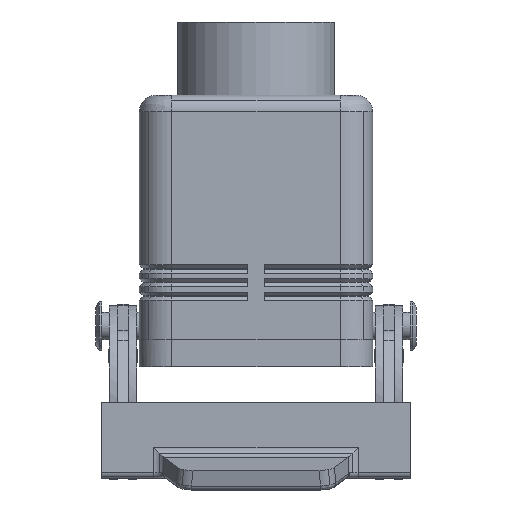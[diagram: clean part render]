
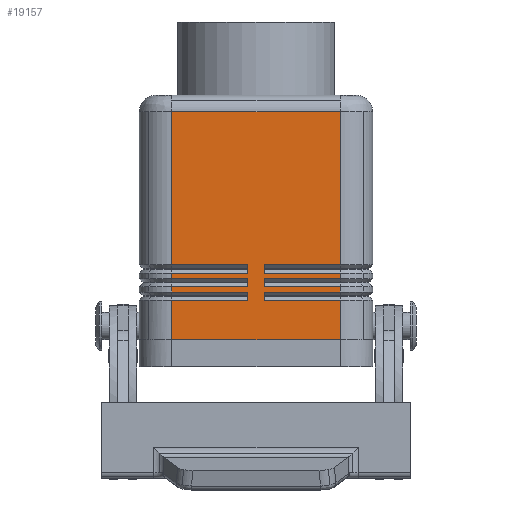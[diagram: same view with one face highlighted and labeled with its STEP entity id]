
A CAD part, left-side view. The second image highlights one B-rep face of the part: STEP entity #19157.
In plain terms, the highlighted planar face has unit normal (-1, 0, 0).
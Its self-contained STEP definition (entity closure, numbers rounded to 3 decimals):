
#1730=CARTESIAN_POINT('',(-36.5,-15.5,12.25));
#1731=VERTEX_POINT('',#1730);
#1958=CARTESIAN_POINT('',(-36.5,-15.5,14.75));
#1959=VERTEX_POINT('',#1958);
#2218=CARTESIAN_POINT('',(-36.5,-15.5,17.25));
#2219=VERTEX_POINT('',#2218);
#2260=CARTESIAN_POINT('',(-36.5,15.5,13.75));
#2261=VERTEX_POINT('',#2260);
#2584=CARTESIAN_POINT('',(-36.5,15.5,16.25));
#2585=VERTEX_POINT('',#2584);
#2768=CARTESIAN_POINT('',(-36.5,15.5,18.75));
#2769=VERTEX_POINT('',#2768);
#9273=CARTESIAN_POINT('',(-36.5,-15.5,5.0));
#9274=VERTEX_POINT('',#9273);
#9282=CARTESIAN_POINT('',(-36.5,15.5,5.0));
#9283=VERTEX_POINT('',#9282);
#9284=CARTESIAN_POINT('',(-36.5,15.5,5.0));
#9285=DIRECTION('',(0.0,-1.0,0.0));
#9286=VECTOR('',#9285,31.);
#9287=LINE('',#9284,#9286);
#9288=EDGE_CURVE('',#9283,#9274,#9287,.T.);
#10265=CARTESIAN_POINT('',(-36.5,15.5,12.25));
#10266=VERTEX_POINT('',#10265);
#10267=CARTESIAN_POINT('',(-36.5,15.5,5.0));
#10268=DIRECTION('',(0.0,0.0,1.0));
#10269=VECTOR('',#10268,7.25);
#10270=LINE('',#10267,#10269);
#10271=EDGE_CURVE('',#9283,#10266,#10270,.T.);
#16789=CARTESIAN_POINT('',(-36.5,-15.5,47.));
#16790=VERTEX_POINT('',#16789);
#16893=CARTESIAN_POINT('',(-36.5,15.5,47.));
#16894=VERTEX_POINT('',#16893);
#16902=CARTESIAN_POINT('',(-36.5,15.5,47.));
#16903=DIRECTION('',(0.0,-1.0,0.0));
#16904=VECTOR('',#16903,31.);
#16905=LINE('',#16902,#16904);
#16906=EDGE_CURVE('',#16894,#16790,#16905,.T.);
#18598=CARTESIAN_POINT('',(-36.5,15.5,17.25));
#18599=VERTEX_POINT('',#18598);
#18606=CARTESIAN_POINT('',(-36.5,1.5,17.25));
#18607=VERTEX_POINT('',#18606);
#18608=CARTESIAN_POINT('',(-36.5,15.5,17.25));
#18609=DIRECTION('',(0.0,-1.0,0.0));
#18610=VECTOR('',#18609,14.);
#18611=LINE('',#18608,#18610);
#18612=EDGE_CURVE('',#18599,#18607,#18611,.T.);
#18836=CARTESIAN_POINT('',(-36.5,1.5,18.75));
#18837=VERTEX_POINT('',#18836);
#18844=CARTESIAN_POINT('',(-36.5,1.5,18.75));
#18845=DIRECTION('',(0.0,1.0,0.0));
#18846=VECTOR('',#18845,14.);
#18847=LINE('',#18844,#18846);
#18848=EDGE_CURVE('',#18837,#2769,#18847,.T.);
#18859=CARTESIAN_POINT('',(-36.5,15.5,14.75));
#18860=VERTEX_POINT('',#18859);
#18892=CARTESIAN_POINT('',(-36.5,1.5,14.75));
#18893=VERTEX_POINT('',#18892);
#18894=CARTESIAN_POINT('',(-36.5,15.5,14.75));
#18895=DIRECTION('',(0.0,-1.0,0.0));
#18896=VECTOR('',#18895,14.);
#18897=LINE('',#18894,#18896);
#18898=EDGE_CURVE('',#18860,#18893,#18897,.T.);
#18988=CARTESIAN_POINT('',(-36.5,0.0,50.));
#18989=DIRECTION('',(-1.0,0.0,0.0));
#18990=DIRECTION('',(0.0,0.0,1.0));
#18991=AXIS2_PLACEMENT_3D('',#18988,#18989,#18990);
#18992=PLANE('',#18991);
#18993=ORIENTED_EDGE('',*,*,#9288,.T.);
#18994=CARTESIAN_POINT('',(-36.5,-15.5,12.25));
#18995=DIRECTION('',(0.0,0.0,-1.0));
#18996=VECTOR('',#18995,7.25);
#18997=LINE('',#18994,#18996);
#18998=EDGE_CURVE('',#1731,#9274,#18997,.T.);
#18999=ORIENTED_EDGE('',*,*,#18998,.F.);
#19000=CARTESIAN_POINT('',(-36.5,-1.5,12.25));
#19001=VERTEX_POINT('',#19000);
#19002=CARTESIAN_POINT('',(-36.5,-1.5,12.25));
#19003=DIRECTION('',(0.0,-1.0,0.0));
#19004=VECTOR('',#19003,14.);
#19005=LINE('',#19002,#19004);
#19006=EDGE_CURVE('',#19001,#1731,#19005,.T.);
#19007=ORIENTED_EDGE('',*,*,#19006,.F.);
#19008=CARTESIAN_POINT('',(-36.5,-1.5,13.75));
#19009=VERTEX_POINT('',#19008);
#19010=CARTESIAN_POINT('',(-36.5,-1.5,13.75));
#19011=DIRECTION('',(0.0,0.0,-1.0));
#19012=VECTOR('',#19011,1.5);
#19013=LINE('',#19010,#19012);
#19014=EDGE_CURVE('',#19009,#19001,#19013,.T.);
#19015=ORIENTED_EDGE('',*,*,#19014,.F.);
#19016=CARTESIAN_POINT('',(-36.5,-15.5,13.75));
#19017=VERTEX_POINT('',#19016);
#19018=CARTESIAN_POINT('',(-36.5,-15.5,13.75));
#19019=DIRECTION('',(0.0,1.0,0.0));
#19020=VECTOR('',#19019,14.);
#19021=LINE('',#19018,#19020);
#19022=EDGE_CURVE('',#19017,#19009,#19021,.T.);
#19023=ORIENTED_EDGE('',*,*,#19022,.F.);
#19024=CARTESIAN_POINT('',(-36.5,-15.5,14.75));
#19025=DIRECTION('',(0.0,0.0,-1.0));
#19026=VECTOR('',#19025,1.);
#19027=LINE('',#19024,#19026);
#19028=EDGE_CURVE('',#1959,#19017,#19027,.T.);
#19029=ORIENTED_EDGE('',*,*,#19028,.F.);
#19030=CARTESIAN_POINT('',(-36.5,-1.5,14.75));
#19031=VERTEX_POINT('',#19030);
#19032=CARTESIAN_POINT('',(-36.5,-1.5,14.75));
#19033=DIRECTION('',(0.0,-1.0,0.0));
#19034=VECTOR('',#19033,14.);
#19035=LINE('',#19032,#19034);
#19036=EDGE_CURVE('',#19031,#1959,#19035,.T.);
#19037=ORIENTED_EDGE('',*,*,#19036,.F.);
#19038=CARTESIAN_POINT('',(-36.5,-1.5,16.25));
#19039=VERTEX_POINT('',#19038);
#19040=CARTESIAN_POINT('',(-36.5,-1.5,16.25));
#19041=DIRECTION('',(0.0,0.0,-1.0));
#19042=VECTOR('',#19041,1.5);
#19043=LINE('',#19040,#19042);
#19044=EDGE_CURVE('',#19039,#19031,#19043,.T.);
#19045=ORIENTED_EDGE('',*,*,#19044,.F.);
#19046=CARTESIAN_POINT('',(-36.5,-15.5,16.25));
#19047=VERTEX_POINT('',#19046);
#19048=CARTESIAN_POINT('',(-36.5,-15.5,16.25));
#19049=DIRECTION('',(0.0,1.0,0.0));
#19050=VECTOR('',#19049,14.);
#19051=LINE('',#19048,#19050);
#19052=EDGE_CURVE('',#19047,#19039,#19051,.T.);
#19053=ORIENTED_EDGE('',*,*,#19052,.F.);
#19054=CARTESIAN_POINT('',(-36.5,-15.5,17.25));
#19055=DIRECTION('',(0.0,0.0,-1.0));
#19056=VECTOR('',#19055,1.);
#19057=LINE('',#19054,#19056);
#19058=EDGE_CURVE('',#2219,#19047,#19057,.T.);
#19059=ORIENTED_EDGE('',*,*,#19058,.F.);
#19060=CARTESIAN_POINT('',(-36.5,-1.5,17.25));
#19061=VERTEX_POINT('',#19060);
#19062=CARTESIAN_POINT('',(-36.5,-1.5,17.25));
#19063=DIRECTION('',(0.0,-1.0,0.0));
#19064=VECTOR('',#19063,14.);
#19065=LINE('',#19062,#19064);
#19066=EDGE_CURVE('',#19061,#2219,#19065,.T.);
#19067=ORIENTED_EDGE('',*,*,#19066,.F.);
#19068=CARTESIAN_POINT('',(-36.5,-1.5,18.75));
#19069=VERTEX_POINT('',#19068);
#19070=CARTESIAN_POINT('',(-36.5,-1.5,18.75));
#19071=DIRECTION('',(0.0,0.0,-1.0));
#19072=VECTOR('',#19071,1.5);
#19073=LINE('',#19070,#19072);
#19074=EDGE_CURVE('',#19069,#19061,#19073,.T.);
#19075=ORIENTED_EDGE('',*,*,#19074,.F.);
#19076=CARTESIAN_POINT('',(-36.5,-15.5,18.75));
#19077=VERTEX_POINT('',#19076);
#19078=CARTESIAN_POINT('',(-36.5,-15.5,18.75));
#19079=DIRECTION('',(0.0,1.0,0.0));
#19080=VECTOR('',#19079,14.);
#19081=LINE('',#19078,#19080);
#19082=EDGE_CURVE('',#19077,#19069,#19081,.T.);
#19083=ORIENTED_EDGE('',*,*,#19082,.F.);
#19084=CARTESIAN_POINT('',(-36.5,-15.5,47.));
#19085=DIRECTION('',(0.0,0.0,-1.0));
#19086=VECTOR('',#19085,28.25);
#19087=LINE('',#19084,#19086);
#19088=EDGE_CURVE('',#16790,#19077,#19087,.T.);
#19089=ORIENTED_EDGE('',*,*,#19088,.F.);
#19090=ORIENTED_EDGE('',*,*,#16906,.F.);
#19091=CARTESIAN_POINT('',(-36.5,15.5,18.75));
#19092=DIRECTION('',(0.0,0.0,1.0));
#19093=VECTOR('',#19092,28.25);
#19094=LINE('',#19091,#19093);
#19095=EDGE_CURVE('',#2769,#16894,#19094,.T.);
#19096=ORIENTED_EDGE('',*,*,#19095,.F.);
#19097=ORIENTED_EDGE('',*,*,#18848,.F.);
#19098=CARTESIAN_POINT('',(-36.5,1.5,17.25));
#19099=DIRECTION('',(0.0,0.0,1.0));
#19100=VECTOR('',#19099,1.5);
#19101=LINE('',#19098,#19100);
#19102=EDGE_CURVE('',#18607,#18837,#19101,.T.);
#19103=ORIENTED_EDGE('',*,*,#19102,.F.);
#19104=ORIENTED_EDGE('',*,*,#18612,.F.);
#19105=CARTESIAN_POINT('',(-36.5,15.5,16.25));
#19106=DIRECTION('',(0.0,0.0,1.0));
#19107=VECTOR('',#19106,1.);
#19108=LINE('',#19105,#19107);
#19109=EDGE_CURVE('',#2585,#18599,#19108,.T.);
#19110=ORIENTED_EDGE('',*,*,#19109,.F.);
#19111=CARTESIAN_POINT('',(-36.5,1.5,16.25));
#19112=VERTEX_POINT('',#19111);
#19113=CARTESIAN_POINT('',(-36.5,1.5,16.25));
#19114=DIRECTION('',(0.0,1.0,0.0));
#19115=VECTOR('',#19114,14.);
#19116=LINE('',#19113,#19115);
#19117=EDGE_CURVE('',#19112,#2585,#19116,.T.);
#19118=ORIENTED_EDGE('',*,*,#19117,.F.);
#19119=CARTESIAN_POINT('',(-36.5,1.5,14.75));
#19120=DIRECTION('',(0.0,0.0,1.0));
#19121=VECTOR('',#19120,1.5);
#19122=LINE('',#19119,#19121);
#19123=EDGE_CURVE('',#18893,#19112,#19122,.T.);
#19124=ORIENTED_EDGE('',*,*,#19123,.F.);
#19125=ORIENTED_EDGE('',*,*,#18898,.F.);
#19126=CARTESIAN_POINT('',(-36.5,15.5,13.75));
#19127=DIRECTION('',(0.0,0.0,1.0));
#19128=VECTOR('',#19127,1.);
#19129=LINE('',#19126,#19128);
#19130=EDGE_CURVE('',#2261,#18860,#19129,.T.);
#19131=ORIENTED_EDGE('',*,*,#19130,.F.);
#19132=CARTESIAN_POINT('',(-36.5,1.5,13.75));
#19133=VERTEX_POINT('',#19132);
#19134=CARTESIAN_POINT('',(-36.5,1.5,13.75));
#19135=DIRECTION('',(0.0,1.0,0.0));
#19136=VECTOR('',#19135,14.);
#19137=LINE('',#19134,#19136);
#19138=EDGE_CURVE('',#19133,#2261,#19137,.T.);
#19139=ORIENTED_EDGE('',*,*,#19138,.F.);
#19140=CARTESIAN_POINT('',(-36.5,1.5,12.25));
#19141=VERTEX_POINT('',#19140);
#19142=CARTESIAN_POINT('',(-36.5,1.5,12.25));
#19143=DIRECTION('',(0.0,0.0,1.0));
#19144=VECTOR('',#19143,1.5);
#19145=LINE('',#19142,#19144);
#19146=EDGE_CURVE('',#19141,#19133,#19145,.T.);
#19147=ORIENTED_EDGE('',*,*,#19146,.F.);
#19148=CARTESIAN_POINT('',(-36.5,15.5,12.25));
#19149=DIRECTION('',(0.0,-1.0,0.0));
#19150=VECTOR('',#19149,14.);
#19151=LINE('',#19148,#19150);
#19152=EDGE_CURVE('',#10266,#19141,#19151,.T.);
#19153=ORIENTED_EDGE('',*,*,#19152,.F.);
#19154=ORIENTED_EDGE('',*,*,#10271,.F.);
#19155=EDGE_LOOP('',(#18993,#18999,#19007,#19015,#19023,#19029,#19037,#19045,#19053,#19059,#19067,#19075,#19083,#19089,#19090,#19096,#19097,#19103,#19104,#19110,#19118,#19124,#19125,#19131,#19139,#19147,#19153,#19154));
#19156=FACE_OUTER_BOUND('',#19155,.T.);
#19157=ADVANCED_FACE('',(#19156),#18992,.T.);
